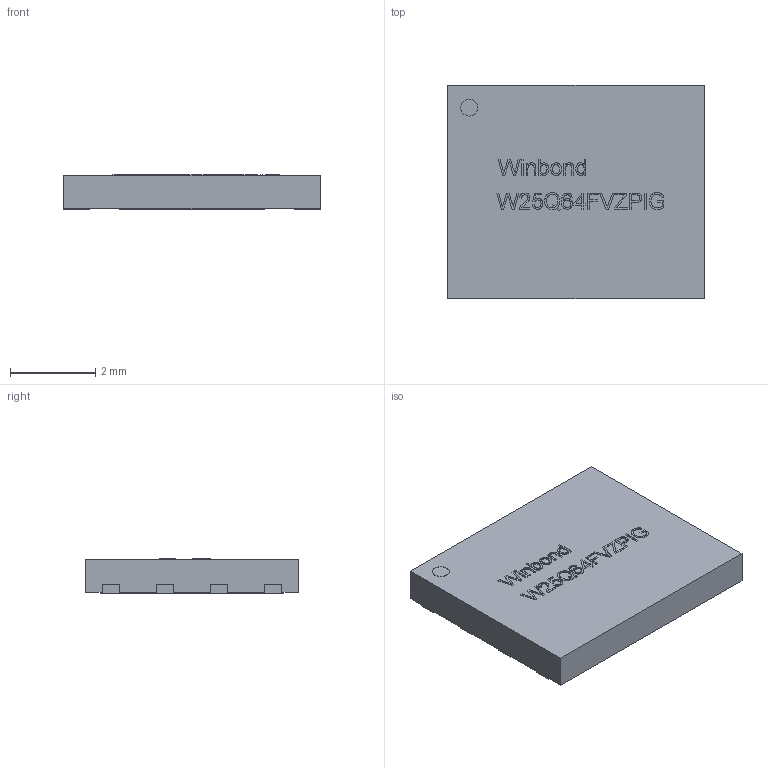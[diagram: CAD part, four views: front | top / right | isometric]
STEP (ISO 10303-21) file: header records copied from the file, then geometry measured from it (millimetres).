
FILE_DESCRIPTION(('FreeCAD Model'),'2;1');
FILE_NAME('Winbond_W25Q64FVZPIG.step','2019-02-14T00:30:22',( 'Author'),(''),'Open CASCADE STEP processor 7.2','FreeCAD','Unknown' );
FILE_SCHEMA(('AUTOMOTIVE_DESIGN { 1 0 10303 214 1 1 1 1 }'));
Length unit declared in the file: millimetre
Products named in the file (6): pins1; pins2; pad; main; MFG; PN
Bounding box: 6 x 5 x 0.81 mm (x, y, z)
Surface area: 119.1 mm2
Topology: 30 solids, 30 shells, 473 faces, 1236 edges, 824 vertices
Faces by surface type: plane 252, extrusion 204, cylinder 17
Full cylindrical faces by diameter (mm): 0.4 x1
Entity records: 31036 total; most frequent: CARTESIAN_POINT 7156, DIRECTION 3625, VECTOR 2996, LINE 2792, ORIENTED_EDGE 2472, PCURVE 2472, DEFINITIONAL_REPRESENTATION 2472, EDGE_CURVE 1236
